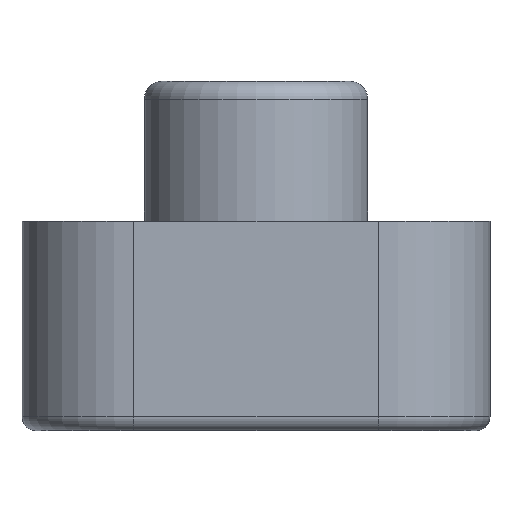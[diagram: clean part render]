
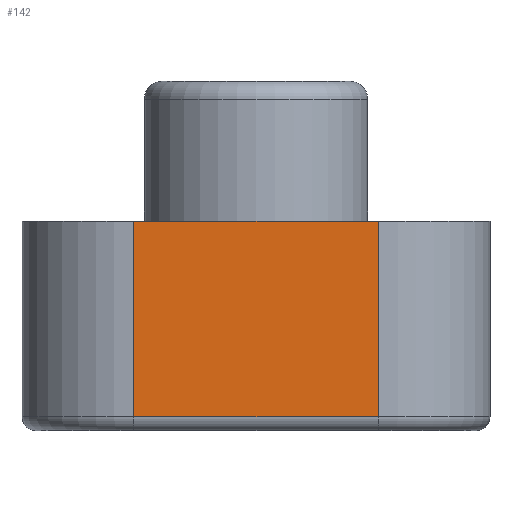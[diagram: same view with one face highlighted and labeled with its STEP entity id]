
A CAD part, left-side view. The second image highlights one B-rep face of the part: STEP entity #142.
In plain terms, the highlighted planar face has unit normal (-1, 0, 0).
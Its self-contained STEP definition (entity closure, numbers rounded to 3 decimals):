
#95=CARTESIAN_POINT('',(-39.243,-13.657,-0.031));
#96=DIRECTION('',(-1.,0.,0.));
#97=DIRECTION('',(0.,0.,1.));
#98=AXIS2_PLACEMENT_3D('',#95,#96,#97);
#99=PLANE('',#98);
#100=CARTESIAN_POINT('',(-39.243,-14.607,2.969));
#101=VERTEX_POINT('',#100);
#102=CARTESIAN_POINT('',(-39.243,-16.357,2.969));
#103=VERTEX_POINT('',#102);
#104=CARTESIAN_POINT('',(-39.243,-14.607,2.969));
#105=DIRECTION('',(0.,-1.,0.));
#106=VECTOR('',#105,1.75);
#107=LINE('',#104,#106);
#108=EDGE_CURVE('',#101,#103,#107,.T.);
#109=ORIENTED_EDGE('',*,*,#108,.F.);
#110=CARTESIAN_POINT('',(-39.243,-12.857,2.969));
#111=VERTEX_POINT('',#110);
#112=CARTESIAN_POINT('',(-39.243,-12.857,2.969));
#113=DIRECTION('',(0.,-1.,0.));
#114=VECTOR('',#113,1.75);
#115=LINE('',#112,#114);
#116=EDGE_CURVE('',#111,#101,#115,.T.);
#117=ORIENTED_EDGE('',*,*,#116,.F.);
#118=CARTESIAN_POINT('',(-39.243,-12.857,0.169));
#119=VERTEX_POINT('',#118);
#120=CARTESIAN_POINT('',(-39.243,-12.857,2.969));
#121=DIRECTION('',(-0.,0.,-1.));
#122=VECTOR('',#121,2.8);
#123=LINE('',#120,#122);
#124=EDGE_CURVE('',#111,#119,#123,.T.);
#125=ORIENTED_EDGE('',*,*,#124,.T.);
#126=CARTESIAN_POINT('',(-39.243,-16.357,0.169));
#127=VERTEX_POINT('',#126);
#128=CARTESIAN_POINT('',(-39.243,-12.857,0.169));
#129=DIRECTION('',(0.,-1.,0.));
#130=VECTOR('',#129,3.5);
#131=LINE('',#128,#130);
#132=EDGE_CURVE('',#119,#127,#131,.T.);
#133=ORIENTED_EDGE('',*,*,#132,.T.);
#134=CARTESIAN_POINT('',(-39.243,-16.357,0.169));
#135=DIRECTION('',(0.,-0.,1.));
#136=VECTOR('',#135,2.8);
#137=LINE('',#134,#136);
#138=EDGE_CURVE('',#127,#103,#137,.T.);
#139=ORIENTED_EDGE('',*,*,#138,.T.);
#140=EDGE_LOOP('',(#109,#117,#125,#133,#139));
#141=FACE_BOUND('',#140,.T.);
#142=ADVANCED_FACE('',(#141),#99,.T.);
